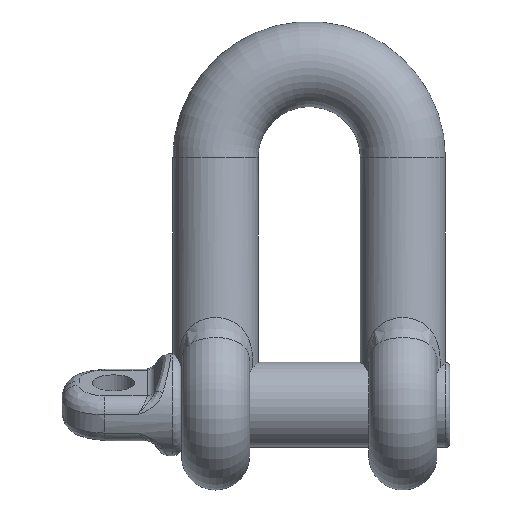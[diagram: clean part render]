
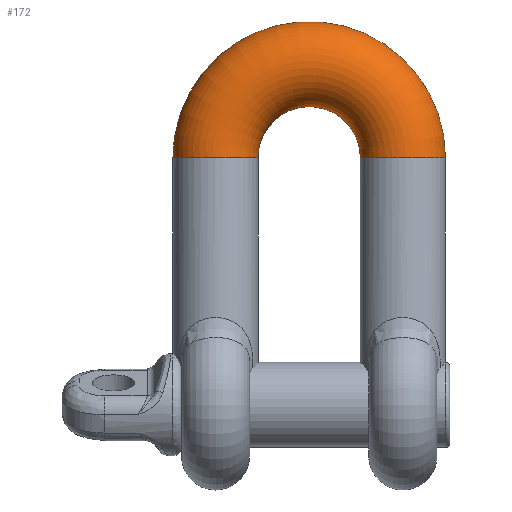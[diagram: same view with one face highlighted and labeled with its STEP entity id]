
A CAD part, top view. The second image highlights one B-rep face of the part: STEP entity #172.
In plain terms, the highlighted toroidal (fillet/blend) face has major radius 11 mm and minor radius 5 mm.
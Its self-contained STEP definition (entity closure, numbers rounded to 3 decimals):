
#47=TOROIDAL_SURFACE('',#783,11.,5.);
#172=ADVANCED_FACE('',(#267,#268),#47,.T.);
#267=FACE_BOUND('',#321,.T.);
#268=FACE_BOUND('',#322,.T.);
#321=EDGE_LOOP('',(#489));
#322=EDGE_LOOP('',(#490));
#489=ORIENTED_EDGE('',*,*,#653,.T.);
#490=ORIENTED_EDGE('',*,*,#658,.F.);
#565=VERTEX_POINT('',#1505);
#570=VERTEX_POINT('',#1542);
#653=EDGE_CURVE('',#565,#565,#705,.T.);
#658=EDGE_CURVE('',#570,#570,#706,.T.);
#705=CIRCLE('',#769,5.);
#706=CIRCLE('',#773,5.);
#769=AXIS2_PLACEMENT_3D('',#1504,#918,#919);
#773=AXIS2_PLACEMENT_3D('',#1541,#926,#927);
#783=AXIS2_PLACEMENT_3D('',#1704,#946,#947);
#918=DIRECTION('',(0.,1.,0.));
#919=DIRECTION('',(-1.,0.,0.));
#926=DIRECTION('',(0.,-1.,0.));
#927=DIRECTION('',(1.,0.,0.));
#946=DIRECTION('',(0.,0.,1.));
#947=DIRECTION('',(1.,0.,0.));
#1504=CARTESIAN_POINT('',(11.,29.,0.));
#1505=CARTESIAN_POINT('',(6.,29.,0.));
#1541=CARTESIAN_POINT('',(-11.,29.,0.));
#1542=CARTESIAN_POINT('',(-6.,29.,0.));
#1704=CARTESIAN_POINT('',(0.,29.,0.));
